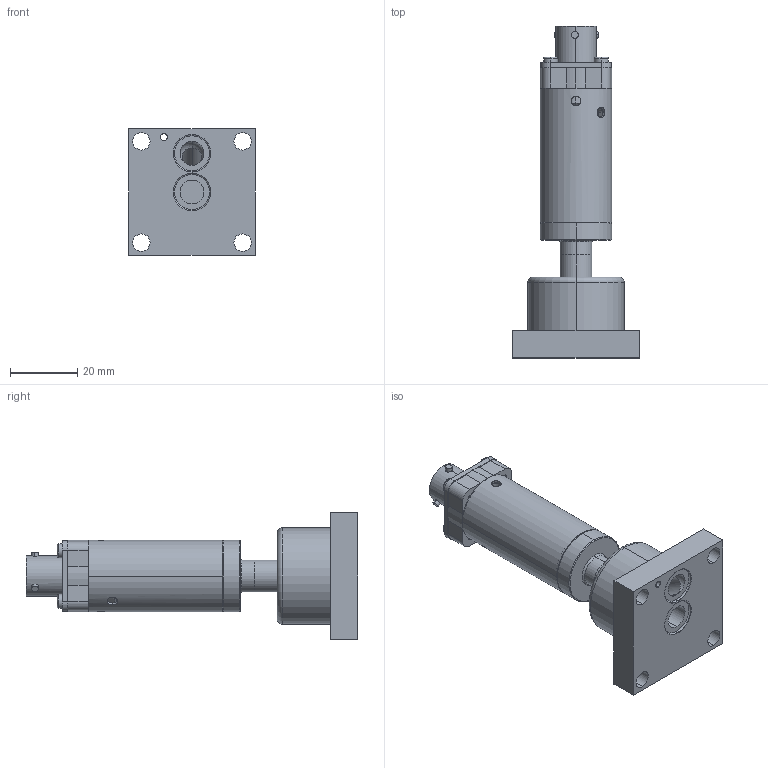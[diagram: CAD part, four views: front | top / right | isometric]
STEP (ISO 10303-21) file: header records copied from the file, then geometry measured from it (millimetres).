
FILE_DESCRIPTION (( 'STEP AP203' ), '1' );
FILE_NAME ('GFD-B-CH-L.STEP', '2020-04-16T15:26:11', ( '' ), ( '' ), 'SwSTEP 2.0', 'SolidWorks 2019', '' );
FILE_SCHEMA (( 'CONFIG_CONTROL_DESIGN' ));
Length unit declared in the file: inch
Products named in the file (2): GFD-B-CH-L
Bounding box: 37.85 x 99.06 x 37.85 mm (x, y, z)
Volume: 30834.1 mm3; surface area: 19577.1 mm2
Topology: 10 solids, 10 shells, 427 faces, 1046 edges, 667 vertices
Faces by surface type: cylinder 177, plane 163, cone 53, torus 20, bspline 10, sphere 4
Entity records: 14250 total; most frequent: CARTESIAN_POINT 3769, DIRECTION 2239, ORIENTED_EDGE 2080, EDGE_CURVE 1040, AXIS2_PLACEMENT_3D 857, VERTEX_POINT 665, LINE 525, VECTOR 525
